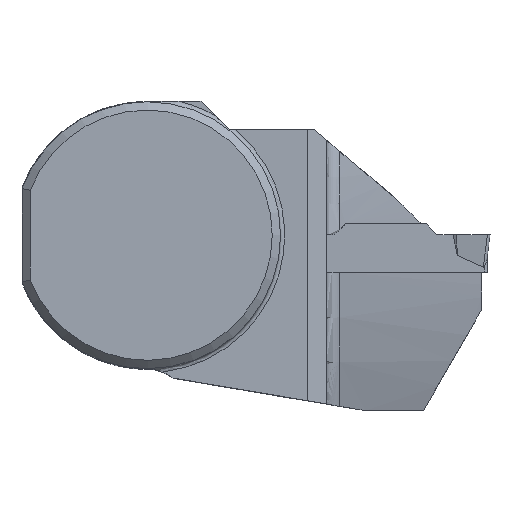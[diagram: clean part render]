
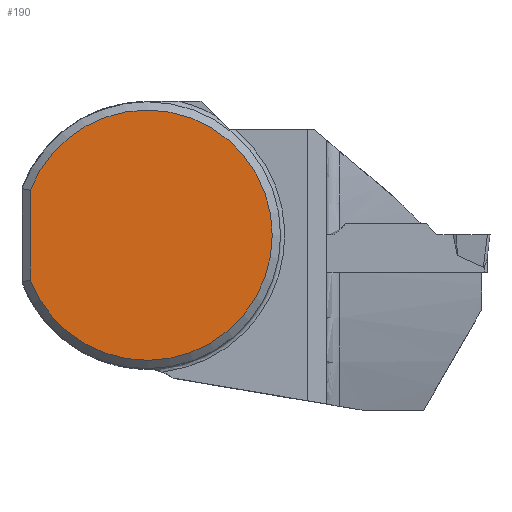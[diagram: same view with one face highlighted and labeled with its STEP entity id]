
A CAD part, top view. The second image highlights one B-rep face of the part: STEP entity #190.
In plain terms, the highlighted planar face has unit normal (0, 0, 1).
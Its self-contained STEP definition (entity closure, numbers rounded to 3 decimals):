
#138=PLANE('',#1463);
#190=ADVANCED_FACE('',(#269),#138,.F.);
#269=FACE_OUTER_BOUND('',#336,.T.);
#336=EDGE_LOOP('',(#732,#733));
#404=CIRCLE('',#1462,15.);
#452=LINE('',#2077,#571);
#571=VECTOR('',#1650,1.);
#732=ORIENTED_EDGE('',*,*,#1221,.F.);
#733=ORIENTED_EDGE('',*,*,#1222,.T.);
#1088=VERTEX_POINT('',#2078);
#1089=VERTEX_POINT('',#2079);
#1221=EDGE_CURVE('',#1088,#1089,#452,.T.);
#1222=EDGE_CURVE('',#1088,#1089,#404,.T.);
#1462=AXIS2_PLACEMENT_3D('',#2080,#1651,#1652);
#1463=AXIS2_PLACEMENT_3D('',#2081,#1653,#1654);
#1650=DIRECTION('',(0.,1.,0.));
#1651=DIRECTION('',(0.,0.,1.));
#1652=DIRECTION('',(1.,0.,0.));
#1653=DIRECTION('',(0.,0.,-1.));
#1654=DIRECTION('',(1.,0.,0.));
#2077=CARTESIAN_POINT('',(-14.,0.,0.325));
#2078=CARTESIAN_POINT('',(-14.,-5.385,0.325));
#2079=CARTESIAN_POINT('',(-14.,5.385,0.325));
#2080=CARTESIAN_POINT('',(0.,0.,0.325));
#2081=CARTESIAN_POINT('',(0.,0.,0.325));
